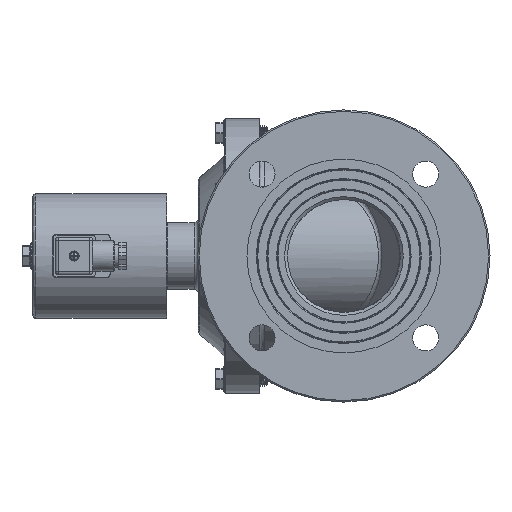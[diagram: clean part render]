
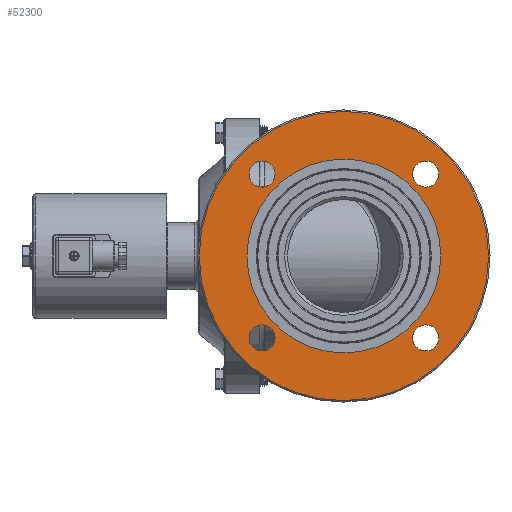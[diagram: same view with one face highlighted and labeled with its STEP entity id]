
A CAD part, left-side view. The second image highlights one B-rep face of the part: STEP entity #52300.
In plain terms, the highlighted planar face has unit normal (-1, 0, 0).
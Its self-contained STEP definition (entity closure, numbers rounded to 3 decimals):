
#627 = DIRECTION ( 'NONE',  ( -1., 0., 0. ) ) ;
#1125 = CARTESIAN_POINT ( 'NONE',  ( -133., -14.431, -56.569 ) ) ;
#2469 = VERTEX_POINT ( 'NONE', #35210 ) ;
#4713 = EDGE_LOOP ( 'NONE', ( #127462 ) ) ;
#7255 = CARTESIAN_POINT ( 'NONE',  ( -133., -14.431, 65.569 ) ) ;
#8098 = EDGE_LOOP ( 'NONE', ( #84095 ) ) ;
#11102 = CIRCLE ( 'NONE', #15739, 67. ) ;
#11178 = DIRECTION ( 'NONE',  ( 0., 0., 1. ) ) ;
#14171 = AXIS2_PLACEMENT_3D ( 'NONE', #109763, #50290, #119688 ) ;
#14665 = CARTESIAN_POINT ( 'NONE',  ( -133., -71., 0. ) ) ;
#15739 = AXIS2_PLACEMENT_3D ( 'NONE', #101140, #41574, #111086 ) ;
#17726 = CARTESIAN_POINT ( 'NONE',  ( -133., -71., 67. ) ) ;
#18036 = AXIS2_PLACEMENT_3D ( 'NONE', #116677, #57275, #126690 ) ;
#23318 = FACE_BOUND ( 'NONE', #29270, .T. ) ;
#26542 = CIRCLE ( 'NONE', #79590, 9. ) ;
#29270 = EDGE_LOOP ( 'NONE', ( #128059 ) ) ;
#30314 = CARTESIAN_POINT ( 'NONE',  ( -133., -14.431, -47.569 ) ) ;
#30684 = CIRCLE ( 'NONE', #102087, 9. ) ;
#35210 = CARTESIAN_POINT ( 'NONE',  ( -133., -71., -100. ) ) ;
#37778 = EDGE_CURVE ( 'NONE', #2469, #2469, #96072, .T. ) ;
#37964 = ORIENTED_EDGE ( 'NONE', *, *, #75216, .F. ) ;
#41451 = VERTEX_POINT ( 'NONE', #87012 ) ;
#41574 = DIRECTION ( 'NONE',  ( -1., 0., 0. ) ) ;
#45655 = DIRECTION ( 'NONE',  ( 1., 0., 0. ) ) ;
#47959 = DIRECTION ( 'NONE',  ( -1., 0., 0. ) ) ;
#49888 = FACE_BOUND ( 'NONE', #4713, .T. ) ;
#50290 = DIRECTION ( 'NONE',  ( 1., 0., 0. ) ) ;
#52300 = ADVANCED_FACE ( 'NONE', ( #53041, #125979, #23318, #49888, #99618, #73255 ), #85254, .F. ) ;
#53041 = FACE_BOUND ( 'NONE', #57065, .T. ) ;
#57065 = EDGE_LOOP ( 'NONE', ( #92757 ) ) ;
#57275 = DIRECTION ( 'NONE',  ( -1., 0., 0. ) ) ;
#60431 = CARTESIAN_POINT ( 'NONE',  ( -133., -127.569, 56.569 ) ) ;
#60750 = EDGE_CURVE ( 'NONE', #126958, #126958, #30684, .T. ) ;
#61589 = VERTEX_POINT ( 'NONE', #30314 ) ;
#65194 = EDGE_CURVE ( 'NONE', #120680, #120680, #116019, .T. ) ;
#65916 = EDGE_CURVE ( 'NONE', #41451, #41451, #100498, .T. ) ;
#70453 = DIRECTION ( 'NONE',  ( 0., 0., 1. ) ) ;
#70956 = DIRECTION ( 'NONE',  ( -1., 0., 0. ) ) ;
#73255 = FACE_OUTER_BOUND ( 'NONE', #80721, .T. ) ;
#75216 = EDGE_CURVE ( 'NONE', #111384, #111384, #11102, .T. ) ;
#79590 = AXIS2_PLACEMENT_3D ( 'NONE', #1125, #70956, #11178 ) ;
#80491 = EDGE_LOOP ( 'NONE', ( #37964 ) ) ;
#80721 = EDGE_LOOP ( 'NONE', ( #115577 ) ) ;
#83900 = AXIS2_PLACEMENT_3D ( 'NONE', #14665, #45655, #115125 ) ;
#84095 = ORIENTED_EDGE ( 'NONE', *, *, #65916, .F. ) ;
#85254 = PLANE ( 'NONE',  #83900 ) ;
#86589 = CARTESIAN_POINT ( 'NONE',  ( -133., -127.569, 65.569 ) ) ;
#87012 = CARTESIAN_POINT ( 'NONE',  ( -133., -127.569, -47.569 ) ) ;
#92757 = ORIENTED_EDGE ( 'NONE', *, *, #60750, .F. ) ;
#96072 = CIRCLE ( 'NONE', #14171, 100. ) ;
#98122 = AXIS2_PLACEMENT_3D ( 'NONE', #107448, #47959, #117389 ) ;
#99618 = FACE_BOUND ( 'NONE', #80491, .T. ) ;
#100498 = CIRCLE ( 'NONE', #98122, 9. ) ;
#101140 = CARTESIAN_POINT ( 'NONE',  ( -133., -71., 0. ) ) ;
#102087 = AXIS2_PLACEMENT_3D ( 'NONE', #60431, #627, #70453 ) ;
#107448 = CARTESIAN_POINT ( 'NONE',  ( -133., -127.569, -56.569 ) ) ;
#109763 = CARTESIAN_POINT ( 'NONE',  ( -133., -71., 0. ) ) ;
#111086 = DIRECTION ( 'NONE',  ( 0., 0., 1. ) ) ;
#111384 = VERTEX_POINT ( 'NONE', #17726 ) ;
#115125 = DIRECTION ( 'NONE',  ( 0., 0., -1. ) ) ;
#115577 = ORIENTED_EDGE ( 'NONE', *, *, #37778, .F. ) ;
#116019 = CIRCLE ( 'NONE', #18036, 9. ) ;
#116677 = CARTESIAN_POINT ( 'NONE',  ( -133., -14.431, 56.569 ) ) ;
#117389 = DIRECTION ( 'NONE',  ( 0., 0., 1. ) ) ;
#117508 = EDGE_CURVE ( 'NONE', #61589, #61589, #26542, .T. ) ;
#119688 = DIRECTION ( 'NONE',  ( 0., 0., -1. ) ) ;
#120680 = VERTEX_POINT ( 'NONE', #7255 ) ;
#125979 = FACE_BOUND ( 'NONE', #8098, .T. ) ;
#126690 = DIRECTION ( 'NONE',  ( 0., 0., 1. ) ) ;
#126958 = VERTEX_POINT ( 'NONE', #86589 ) ;
#127462 = ORIENTED_EDGE ( 'NONE', *, *, #65194, .F. ) ;
#128059 = ORIENTED_EDGE ( 'NONE', *, *, #117508, .F. ) ;
